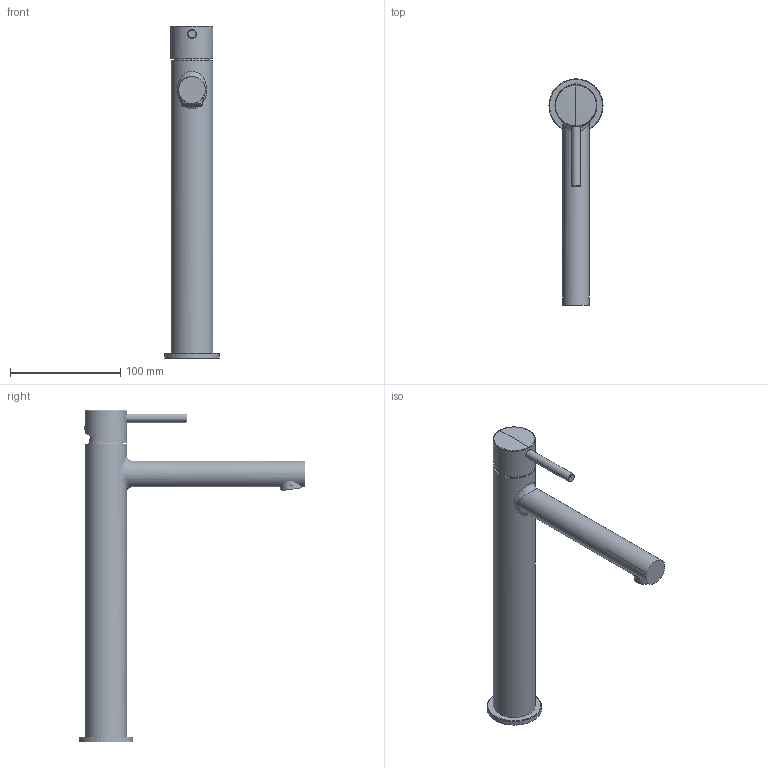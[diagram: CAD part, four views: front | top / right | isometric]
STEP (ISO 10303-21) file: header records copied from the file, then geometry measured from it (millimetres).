
FILE_DESCRIPTION(/* description */ (''),/* implementation_level */ '2;1');
FILE_NAME(/* name */ 'STEP - 164832204_2267197',/* time_stamp */ '2024-07-22T12:03:29+10:00',/* author */ (''),/* organization */ (''),/* preprocessor_version */ 'ST-DEVELOPER v16.5',/* originating_system */ 'Rhino 7.23',/* authorisation */ '');
FILE_SCHEMA (('AUTOMOTIVE_DESIGN'));
Length unit declared in the file: millimetre
Products named in the file (19): Document; 164832204RECE_ASM; 20800091060119; 20203041072618; 20501179160117; 20501232160116; 20501173160215; 20800233060114; 20205339012613; 2020264702265; 2060628001263; 203101459901_ASM26; 203101459901-19; 203101459901-210; 203101459901-311; 2050554101268; 2050226401057; 20401183990112; 201336482426
Assembly tree (20 placements, depth 4):
  Document
    164832204RECE_ASM
      20800091060119
      20203041072618
      20501179160117
      20501232160116  x2
      20501173160215
      20800233060114  x2
      20205339012613
      2020264702265
      2060628001263
      203101459901_ASM26
        203101459901-19
        203101459901-210
        203101459901-311
      2050554101268
      2050226401057
      20401183990112
      201336482426
Bounding box: 49 x 205.46 x 301.06 mm (x, y, z)
Volume: 138694.7 mm3; surface area: 120783.4 mm2
Topology: 19 solids, 30 shells, 3725 faces, 8645 edges, 5678 vertices
Faces by surface type: plane 1902, cylinder 1598, bspline 225
Entity records: 119553 total; most frequent: CARTESIAN_POINT 58047, ORIENTED_EDGE 17142, EDGE_CURVE 8595, B_SPLINE_CURVE_WITH_KNOTS 6301, VERTEX_POINT 5654, EDGE_LOOP 4487, ADVANCED_FACE 3706, FACE_OUTER_BOUND 3706
